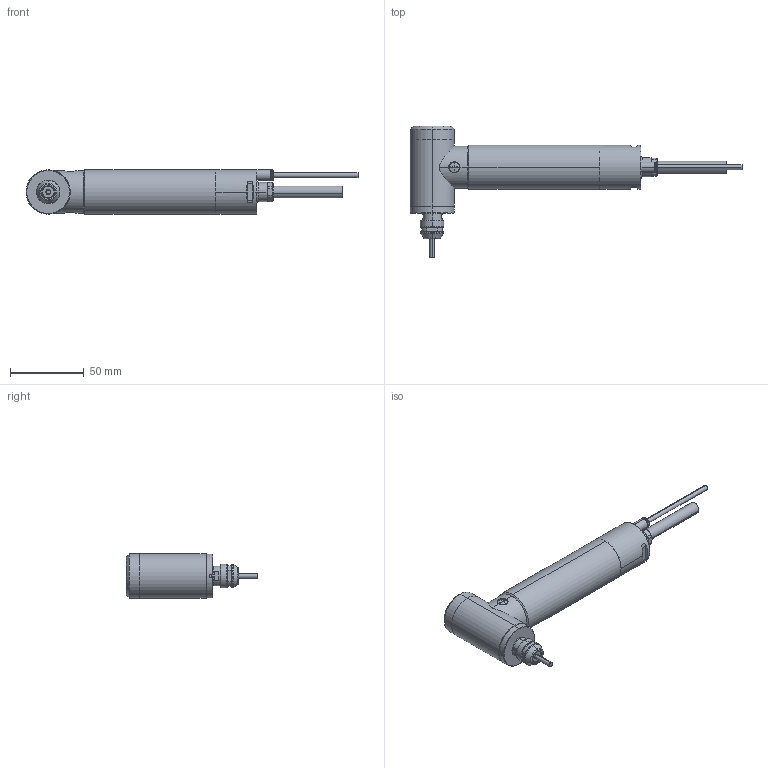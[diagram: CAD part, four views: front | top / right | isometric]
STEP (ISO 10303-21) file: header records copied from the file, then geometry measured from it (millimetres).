
FILE_DESCRIPTION (( 'STEP AP203' ), '1' );
FILE_NAME ('EMA-3020K ASSY.STEP', '2016-06-02T00:05:29', ( '株式会社ナカニシ' ), ( 'Microsoft' ), 'SwSTEP 2.0', 'SolidWorks 2013', '' );
FILE_SCHEMA (( 'CONFIG_CONTROL_DESIGN' ));
Length unit declared in the file: millimetre
Products named in the file (1): EMA-3020K ASSY
Bounding box: 224.8 x 89.17 x 30 mm (x, y, z)
Surface area: 24728.2 mm2 (no closed solid volume)
Topology: 0 solids, 17 shells, 204 faces, 506 edges, 324 vertices
Faces by surface type: plane 68, cylinder 66, cone 48, torus 14, sphere 8
Entity records: 6503 total; most frequent: CARTESIAN_POINT 1527, DIRECTION 1118, ORIENTED_EDGE 924, EDGE_CURVE 506, AXIS2_PLACEMENT_3D 471, VERTEX_POINT 324, CIRCLE 266, EDGE_LOOP 231
